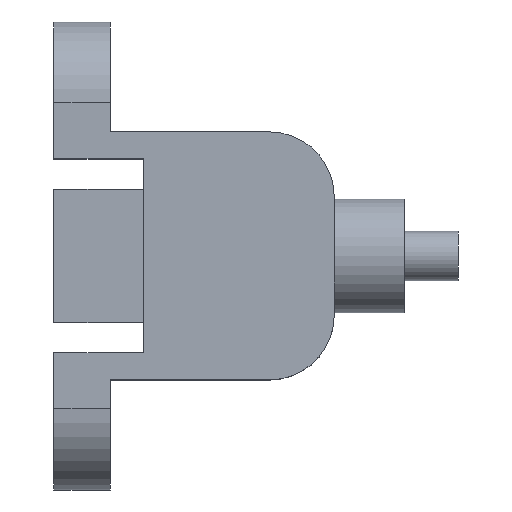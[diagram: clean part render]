
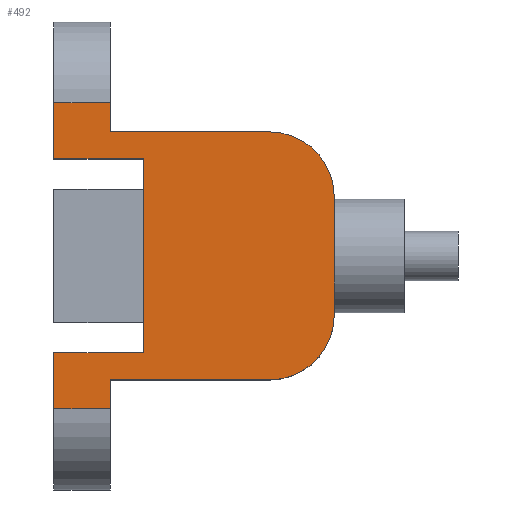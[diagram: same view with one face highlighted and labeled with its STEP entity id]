
A CAD part, top view. The second image highlights one B-rep face of the part: STEP entity #492.
In plain terms, the highlighted planar face has unit normal (0, 0, 1).
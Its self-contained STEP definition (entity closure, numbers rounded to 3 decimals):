
#39=PLANE('',#549);
#65=FACE_OUTER_BOUND('',#99,.T.);
#99=EDGE_LOOP('',(#438,#439,#440,#441,#442,#443,#444,#445,#446,#447,#448,
#449,#450,#451));
#110=LINE('',#731,#160);
#124=LINE('',#764,#174);
#126=LINE('',#769,#176);
#127=LINE('',#773,#177);
#128=LINE('',#776,#178);
#129=LINE('',#779,#179);
#144=LINE('',#809,#194);
#146=LINE('',#814,#196);
#148=LINE('',#817,#198);
#149=LINE('',#820,#199);
#150=LINE('',#823,#200);
#151=LINE('',#825,#201);
#160=VECTOR('',#598,10.);
#174=VECTOR('',#622,10.);
#176=VECTOR('',#628,10.);
#177=VECTOR('',#633,10.);
#178=VECTOR('',#636,10.);
#179=VECTOR('',#641,10.);
#194=VECTOR('',#666,10.);
#196=VECTOR('',#670,10.);
#198=VECTOR('',#674,10.);
#199=VECTOR('',#677,10.);
#200=VECTOR('',#682,10.);
#201=VECTOR('',#685,10.);
#210=CIRCLE('',#524,6.);
#213=CIRCLE('',#530,6.);
#226=VERTEX_POINT('',#718);
#227=VERTEX_POINT('',#719);
#231=VERTEX_POINT('',#729);
#243=VERTEX_POINT('',#757);
#244=VERTEX_POINT('',#759);
#245=VERTEX_POINT('',#763);
#246=VERTEX_POINT('',#767);
#247=VERTEX_POINT('',#771);
#248=VERTEX_POINT('',#775);
#257=VERTEX_POINT('',#805);
#258=VERTEX_POINT('',#807);
#259=VERTEX_POINT('',#811);
#260=VERTEX_POINT('',#813);
#261=VERTEX_POINT('',#819);
#274=EDGE_CURVE('',#226,#227,#210,.T.);
#280=EDGE_CURVE('',#226,#231,#110,.T.);
#294=EDGE_CURVE('',#243,#244,#213,.T.);
#296=EDGE_CURVE('',#245,#244,#124,.T.);
#299=EDGE_CURVE('',#231,#246,#126,.T.);
#301=EDGE_CURVE('',#247,#245,#127,.T.);
#302=EDGE_CURVE('',#248,#247,#128,.T.);
#304=EDGE_CURVE('',#227,#243,#129,.T.);
#319=EDGE_CURVE('',#257,#258,#144,.T.);
#321=EDGE_CURVE('',#260,#259,#146,.T.);
#323=EDGE_CURVE('',#258,#260,#148,.T.);
#324=EDGE_CURVE('',#261,#257,#149,.T.);
#326=EDGE_CURVE('',#259,#248,#150,.T.);
#327=EDGE_CURVE('',#261,#246,#151,.T.);
#438=ORIENTED_EDGE('',*,*,#274,.F.);
#439=ORIENTED_EDGE('',*,*,#280,.T.);
#440=ORIENTED_EDGE('',*,*,#299,.T.);
#441=ORIENTED_EDGE('',*,*,#327,.F.);
#442=ORIENTED_EDGE('',*,*,#324,.T.);
#443=ORIENTED_EDGE('',*,*,#319,.T.);
#444=ORIENTED_EDGE('',*,*,#323,.T.);
#445=ORIENTED_EDGE('',*,*,#321,.T.);
#446=ORIENTED_EDGE('',*,*,#326,.T.);
#447=ORIENTED_EDGE('',*,*,#302,.T.);
#448=ORIENTED_EDGE('',*,*,#301,.T.);
#449=ORIENTED_EDGE('',*,*,#296,.T.);
#450=ORIENTED_EDGE('',*,*,#294,.F.);
#451=ORIENTED_EDGE('',*,*,#304,.F.);
#492=ADVANCED_FACE('',(#65),#39,.T.);
#524=AXIS2_PLACEMENT_3D('',#720,#588,#589);
#530=AXIS2_PLACEMENT_3D('',#760,#617,#618);
#549=AXIS2_PLACEMENT_3D('',#824,#683,#684);
#588=DIRECTION('center_axis',(0.,0.,-1.));
#589=DIRECTION('ref_axis',(0.707,0.707,0.));
#598=DIRECTION('',(-1.,0.,0.));
#617=DIRECTION('center_axis',(0.,0.,-1.));
#618=DIRECTION('ref_axis',(0.707,-0.707,0.));
#622=DIRECTION('',(1.,0.,0.));
#628=DIRECTION('',(0.,1.,0.));
#633=DIRECTION('',(0.,1.,0.));
#636=DIRECTION('',(1.,0.,0.));
#641=DIRECTION('',(0.,-1.,0.));
#666=DIRECTION('',(1.,0.,0.));
#670=DIRECTION('',(-1.,0.,0.));
#674=DIRECTION('',(0.,-1.,0.));
#677=DIRECTION('',(0.,-1.,0.));
#682=DIRECTION('',(0.,-1.,0.));
#683=DIRECTION('center_axis',(0.,0.,1.));
#684=DIRECTION('ref_axis',(0.,-1.,0.));
#685=DIRECTION('',(1.,0.,0.));
#718=CARTESIAN_POINT('',(-26.,48.3,-2.));
#719=CARTESIAN_POINT('',(-20.,42.3,-2.));
#720=CARTESIAN_POINT('Origin',(-26.,42.3,-2.));
#729=CARTESIAN_POINT('',(-40.75,48.3,-2.));
#731=CARTESIAN_POINT('',(-43.375,48.3,-2.));
#757=CARTESIAN_POINT('',(-20.,31.3,-2.));
#759=CARTESIAN_POINT('',(-26.,25.3,-2.));
#760=CARTESIAN_POINT('Origin',(-26.,31.3,-2.));
#763=CARTESIAN_POINT('',(-40.75,25.3,-2.));
#764=CARTESIAN_POINT('',(-43.375,25.3,-2.));
#767=CARTESIAN_POINT('',(-40.75,51.,-2.));
#769=CARTESIAN_POINT('',(-40.75,52.2,-2.));
#771=CARTESIAN_POINT('',(-40.75,22.6,-2.));
#773=CARTESIAN_POINT('',(-40.75,35.6,-2.));
#775=CARTESIAN_POINT('',(-46.,22.6,-2.));
#776=CARTESIAN_POINT('',(-46.,22.6,-2.));
#779=CARTESIAN_POINT('',(-20.,51.,-2.));
#805=CARTESIAN_POINT('',(-46.,45.8,-2.));
#807=CARTESIAN_POINT('',(-37.7,45.8,-2.));
#809=CARTESIAN_POINT('',(-46.,45.8,-2.));
#811=CARTESIAN_POINT('',(-46.,27.8,-2.));
#813=CARTESIAN_POINT('',(-37.7,27.8,-2.));
#814=CARTESIAN_POINT('',(-46.,27.8,-2.));
#817=CARTESIAN_POINT('',(-37.7,43.9,-2.));
#819=CARTESIAN_POINT('',(-46.,51.,-2.));
#820=CARTESIAN_POINT('',(-46.,51.,-2.));
#823=CARTESIAN_POINT('',(-46.,51.,-2.));
#824=CARTESIAN_POINT('Origin',(-46.,51.,-2.));
#825=CARTESIAN_POINT('',(-46.,51.,-2.));
